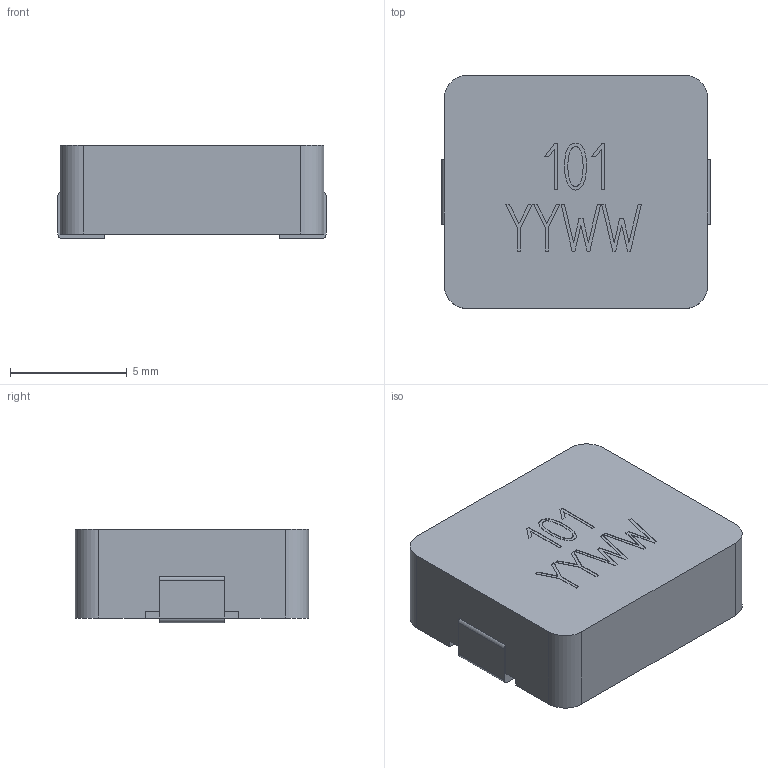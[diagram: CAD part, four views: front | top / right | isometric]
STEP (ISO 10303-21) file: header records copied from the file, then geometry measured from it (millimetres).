
FILE_DESCRIPTION(/* description */ ('Unknown'),/* implementation_level */ '2;1');
FILE_NAME(/* name */ 'HA72L-1040',/* time_stamp */ '2021-10-25T15:11:34+08:00',/* author */ ('Unknown'),/* organization */ ('Unknown'),/* preprocessor_version */ 'ST-DEVELOPER v16.7',/* originating_system */ 'Solid Edge',/* authorisation */ 'Unknown');
FILE_SCHEMA (('AUTOMOTIVE_DESIGN {1 0 10303 214 3 1 1}'));
Length unit declared in the file: millimetre
Products named in the file (1): HA72L-1040
Bounding box: 11.5 x 10 x 4 mm (x, y, z)
Volume: 426.2 mm3; surface area: 394.4 mm2
Topology: 1 solids, 1 shells, 100 faces, 270 edges, 180 vertices
Faces by surface type: plane 90, cylinder 8, bspline 2
Entity records: 3890 total; most frequent: CARTESIAN_POINT 765, ORIENTED_EDGE 536, DIRECTION 420, EDGE_CURVE 268, LINE 190, VECTOR 190, VERTEX_POINT 180, AXIS2_PLACEMENT_3D 115
